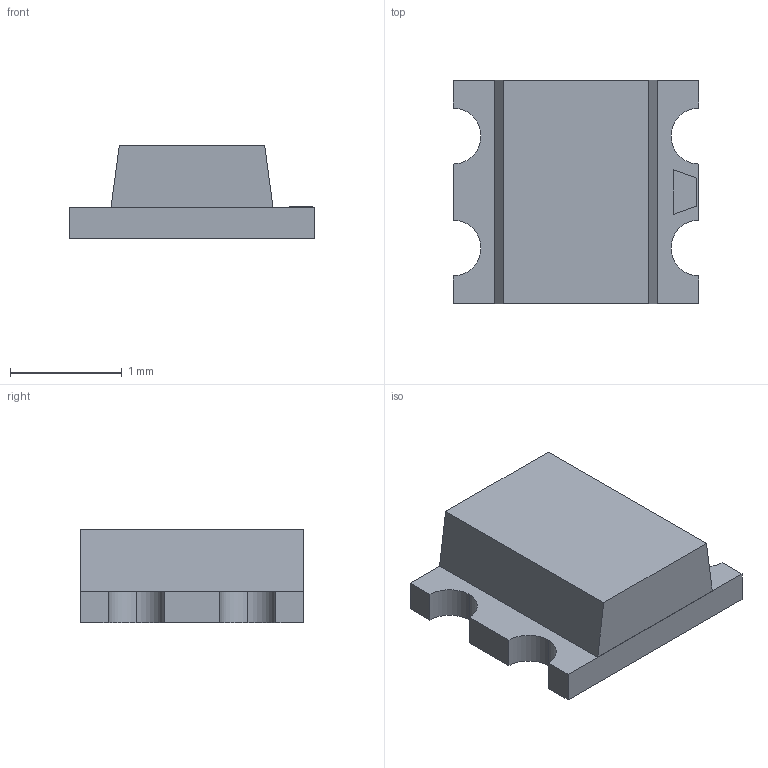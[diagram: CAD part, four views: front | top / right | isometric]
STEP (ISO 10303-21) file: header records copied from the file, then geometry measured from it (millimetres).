
FILE_DESCRIPTION (( 'STEP AP214' ), '1' );
FILE_NAME ('WS2812_2020.STEP', '2022-06-25T13:17:13', ( '' ), ( '' ), 'SwSTEP 2.0', 'SolidWorks 2022', '' );
FILE_SCHEMA (( 'AUTOMOTIVE_DESIGN' ));
Length unit declared in the file: millimetre
Products named in the file (1): WS2812_2020
Bounding box: 2.2 x 2 x 0.84 mm (x, y, z)
Volume: 2.7 mm3; surface area: 20 mm2
Topology: 2 solids, 2 shells, 27 faces, 66 edges, 44 vertices
Faces by surface type: plane 21, cylinder 6
Entity records: 978 total; most frequent: CARTESIAN_POINT 138, DIRECTION 134, ORIENTED_EDGE 132, EDGE_CURVE 66, VECTOR 54, LINE 54, VERTEX_POINT 44, AXIS2_PLACEMENT_3D 40
